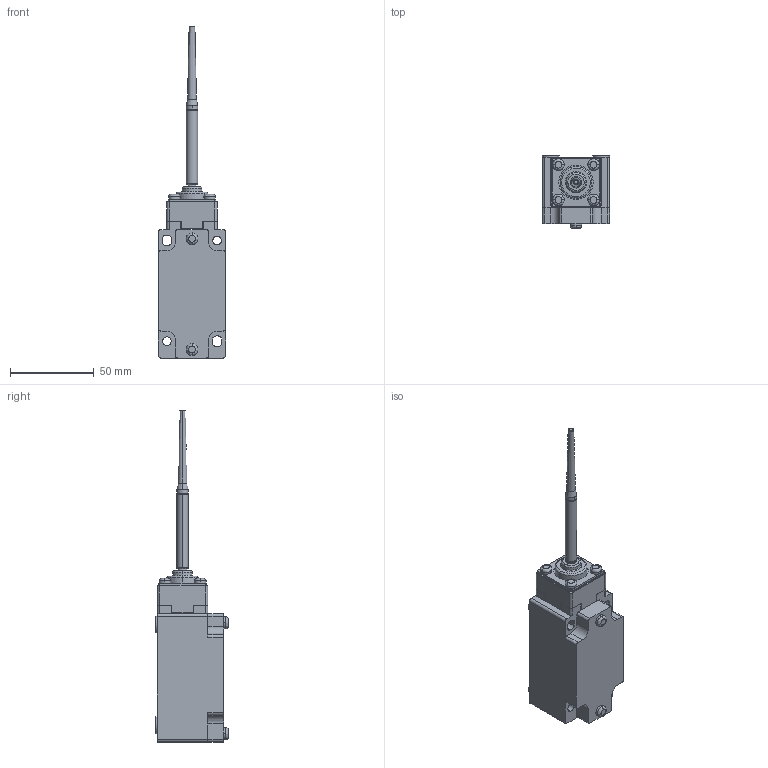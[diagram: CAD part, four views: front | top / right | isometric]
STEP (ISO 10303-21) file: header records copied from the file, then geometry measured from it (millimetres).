
FILE_DESCRIPTION (( 'STEP AP214' ), '1' );
FILE_NAME ('ABM2E92Z11.step', '2017-12-19T21:03:21', ( '' ), ( '' ), 'SwSTEP 2.0', 'SolidWorks 2017', '' );
FILE_SCHEMA (( 'AUTOMOTIVE_DESIGN' ));
Length unit declared in the file: inch
Products named in the file (1): ABM2E92Z11
Bounding box: 40 x 43.3 x 197.8 mm (x, y, z)
Volume: 129576.9 mm3; surface area: 24977.4 mm2
Topology: 3 solids, 3 shells, 201 faces, 516 edges, 334 vertices
Faces by surface type: cylinder 84, plane 79, bspline 30, cone 8
Entity records: 8148 total; most frequent: CARTESIAN_POINT 1874, DIRECTION 1052, ORIENTED_EDGE 1032, EDGE_CURVE 516, AXIS2_PLACEMENT_3D 394, VERTEX_POINT 334, VECTOR 264, LINE 264
